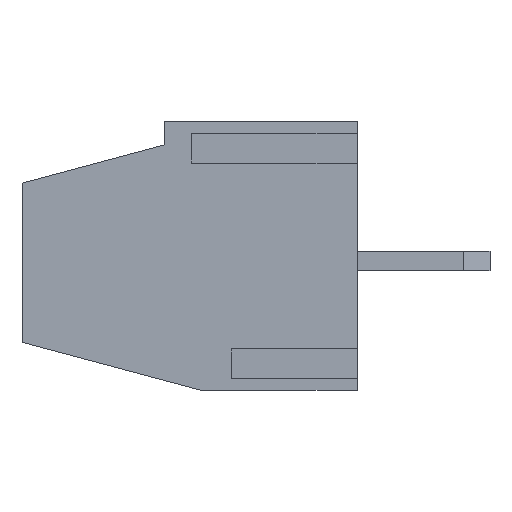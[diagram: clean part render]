
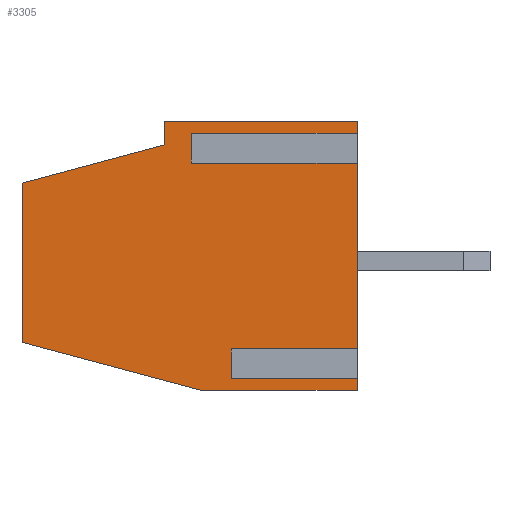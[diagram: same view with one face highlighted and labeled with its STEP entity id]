
A CAD part, left-side view. The second image highlights one B-rep face of the part: STEP entity #3305.
In plain terms, the highlighted planar face has unit normal (-1, 0, 0).
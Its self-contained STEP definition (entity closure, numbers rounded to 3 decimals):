
#25 = DIRECTION ( 'NONE',  ( 0., 0.966, 0.259 ) ) ;
#121 = CARTESIAN_POINT ( 'NONE',  ( -2.5, 0., -3.368 ) ) ;
#181 = CARTESIAN_POINT ( 'NONE',  ( -2.5, 4.697, -3.9 ) ) ;
#376 = LINE ( 'NONE', #776, #21822 ) ;
#403 = CARTESIAN_POINT ( 'NONE',  ( -2.5, 0., -3.9 ) ) ;
#672 = VECTOR ( 'NONE', #7016, 1000. ) ;
#776 = CARTESIAN_POINT ( 'NONE',  ( -2.5, 5., 3.132 ) ) ;
#998 = ORIENTED_EDGE ( 'NONE', *, *, #15212, .F. ) ;
#1117 = DIRECTION ( 'NONE',  ( 0., -1., 0. ) ) ;
#1949 = LINE ( 'NONE', #17145, #20519 ) ;
#1985 = VECTOR ( 'NONE', #10272, 1000. ) ;
#2449 = DIRECTION ( 'NONE',  ( 0., 0., 1. ) ) ;
#2626 = DIRECTION ( 'NONE',  ( 1., 0., 0. ) ) ;
#2765 = CARTESIAN_POINT ( 'NONE',  ( -2.5, 0., 4.2 ) ) ;
#2874 = DIRECTION ( 'NONE',  ( 0., -1., 0. ) ) ;
#3208 = LINE ( 'NONE', #3853, #26834 ) ;
#3305 = ADVANCED_FACE ( 'NONE', ( #23439 ), #9086, .F. ) ;
#3658 = CARTESIAN_POINT ( 'NONE',  ( -2.5, 0., 3.668 ) ) ;
#3853 = CARTESIAN_POINT ( 'NONE',  ( -2.5, 5., 3.668 ) ) ;
#4100 = CARTESIAN_POINT ( 'NONE',  ( -2.5, 5., 3.668 ) ) ;
#4105 = VERTEX_POINT ( 'NONE', #9173 ) ;
#4311 = VECTOR ( 'NONE', #2874, 1000. ) ;
#4387 = VECTOR ( 'NONE', #2449, 1000. ) ;
#4752 = ORIENTED_EDGE ( 'NONE', *, *, #18875, .T. ) ;
#4960 = CARTESIAN_POINT ( 'NONE',  ( -2.5, 3.8, -3.368 ) ) ;
#5029 = VECTOR ( 'NONE', #10445, 1000. ) ;
#5164 = ORIENTED_EDGE ( 'NONE', *, *, #22412, .F. ) ;
#5253 = LINE ( 'NONE', #13705, #24843 ) ;
#5285 = VERTEX_POINT ( 'NONE', #9498 ) ;
#5808 = ORIENTED_EDGE ( 'NONE', *, *, #18148, .F. ) ;
#5899 = DIRECTION ( 'NONE',  ( 0., -1., 0. ) ) ;
#6440 = CARTESIAN_POINT ( 'NONE',  ( -2.5, 10.1, 4.2 ) ) ;
#6684 = ORIENTED_EDGE ( 'NONE', *, *, #17245, .T. ) ;
#7016 = DIRECTION ( 'NONE',  ( 0., 0., 1. ) ) ;
#7425 = VECTOR ( 'NONE', #1117, 1000. ) ;
#7666 = ORIENTED_EDGE ( 'NONE', *, *, #23187, .F. ) ;
#7864 = VERTEX_POINT ( 'NONE', #8151 ) ;
#8056 = CARTESIAN_POINT ( 'NONE',  ( -2.5, 10.1, -3.9 ) ) ;
#8086 = DIRECTION ( 'NONE',  ( 0., 0., 1. ) ) ;
#8151 = CARTESIAN_POINT ( 'NONE',  ( -2.5, 5., 3.132 ) ) ;
#8745 = DIRECTION ( 'NONE',  ( 0., -1., 0. ) ) ;
#8938 = LINE ( 'NONE', #10715, #4311 ) ;
#9086 = PLANE ( 'NONE',  #22651 ) ;
#9173 = CARTESIAN_POINT ( 'NONE',  ( -2.5, 0., 3.132 ) ) ;
#9498 = CARTESIAN_POINT ( 'NONE',  ( -2.5, 0., -2.832 ) ) ;
#9740 = VERTEX_POINT ( 'NONE', #4100 ) ;
#10272 = DIRECTION ( 'NONE',  ( 0., -1., 0. ) ) ;
#10303 = LINE ( 'NONE', #14632, #5029 ) ;
#10356 = VERTEX_POINT ( 'NONE', #181 ) ;
#10445 = DIRECTION ( 'NONE',  ( 0., 0., 1. ) ) ;
#10542 = DIRECTION ( 'NONE',  ( 0., -1., 0. ) ) ;
#10556 = VERTEX_POINT ( 'NONE', #21409 ) ;
#10574 = EDGE_CURVE ( 'NONE', #13765, #10754, #10901, .T. ) ;
#10601 = CARTESIAN_POINT ( 'NONE',  ( -2.5, 10.1, 4.2 ) ) ;
#10715 = CARTESIAN_POINT ( 'NONE',  ( -2.5, 3.8, -2.832 ) ) ;
#10754 = VERTEX_POINT ( 'NONE', #14917 ) ;
#10901 = LINE ( 'NONE', #19363, #7425 ) ;
#10910 = ORIENTED_EDGE ( 'NONE', *, *, #20630, .T. ) ;
#10937 = VERTEX_POINT ( 'NONE', #3658 ) ;
#10981 = VERTEX_POINT ( 'NONE', #22571 ) ;
#11389 = ORIENTED_EDGE ( 'NONE', *, *, #17763, .T. ) ;
#11465 = VERTEX_POINT ( 'NONE', #4960 ) ;
#11611 = EDGE_CURVE ( 'NONE', #9740, #7864, #1949, .T. ) ;
#12281 = DIRECTION ( 'NONE',  ( 0., -0.966, 0.259 ) ) ;
#12358 = CARTESIAN_POINT ( 'NONE',  ( -2.5, 3.8, -3.368 ) ) ;
#12817 = DIRECTION ( 'NONE',  ( 0., 0., 1. ) ) ;
#12921 = CARTESIAN_POINT ( 'NONE',  ( -2.5, 3.8, -3.368 ) ) ;
#13064 = CARTESIAN_POINT ( 'NONE',  ( -2.5, 5.8, 3.5 ) ) ;
#13434 = VERTEX_POINT ( 'NONE', #18634 ) ;
#13705 = CARTESIAN_POINT ( 'NONE',  ( -2.5, 0., 4.2 ) ) ;
#13765 = VERTEX_POINT ( 'NONE', #16921 ) ;
#14227 = CARTESIAN_POINT ( 'NONE',  ( -2.5, 5.8, 3.5 ) ) ;
#14632 = CARTESIAN_POINT ( 'NONE',  ( -2.5, 0., 4.2 ) ) ;
#14917 = CARTESIAN_POINT ( 'NONE',  ( -2.5, 0., 4.2 ) ) ;
#14927 = VECTOR ( 'NONE', #12817, 1000. ) ;
#15212 = EDGE_CURVE ( 'NONE', #11465, #17626, #18484, .T. ) ;
#15439 = LINE ( 'NONE', #12921, #4387 ) ;
#15854 = ORIENTED_EDGE ( 'NONE', *, *, #16060, .T. ) ;
#16060 = EDGE_CURVE ( 'NONE', #17823, #17626, #5253, .T. ) ;
#16444 = LINE ( 'NONE', #14227, #17113 ) ;
#16921 = CARTESIAN_POINT ( 'NONE',  ( -2.5, 5.8, 4.2 ) ) ;
#16993 = CARTESIAN_POINT ( 'NONE',  ( -2.5, 10.1, -2.452 ) ) ;
#16997 = DIRECTION ( 'NONE',  ( 0., 0., -1. ) ) ;
#17113 = VECTOR ( 'NONE', #8086, 1000. ) ;
#17145 = CARTESIAN_POINT ( 'NONE',  ( -2.5, 5., 3.668 ) ) ;
#17206 = ORIENTED_EDGE ( 'NONE', *, *, #23150, .T. ) ;
#17245 = EDGE_CURVE ( 'NONE', #9740, #10937, #3208, .T. ) ;
#17626 = VERTEX_POINT ( 'NONE', #121 ) ;
#17763 = EDGE_CURVE ( 'NONE', #11465, #10556, #15439, .T. ) ;
#17774 = VERTEX_POINT ( 'NONE', #13064 ) ;
#17823 = VERTEX_POINT ( 'NONE', #403 ) ;
#18148 = EDGE_CURVE ( 'NONE', #10356, #10981, #20166, .T. ) ;
#18351 = LINE ( 'NONE', #8056, #1985 ) ;
#18484 = LINE ( 'NONE', #12358, #21389 ) ;
#18519 = ORIENTED_EDGE ( 'NONE', *, *, #18656, .F. ) ;
#18634 = CARTESIAN_POINT ( 'NONE',  ( -2.5, 10.1, 2.348 ) ) ;
#18656 = EDGE_CURVE ( 'NONE', #13434, #17774, #26621, .T. ) ;
#18875 = EDGE_CURVE ( 'NONE', #10937, #10754, #21939, .T. ) ;
#19053 = EDGE_CURVE ( 'NONE', #5285, #4105, #10303, .T. ) ;
#19363 = CARTESIAN_POINT ( 'NONE',  ( -2.5, 10.1, 4.2 ) ) ;
#19370 = EDGE_CURVE ( 'NONE', #7864, #4105, #376, .T. ) ;
#19475 = DIRECTION ( 'NONE',  ( 0., 0., -1. ) ) ;
#20166 = LINE ( 'NONE', #16993, #20291 ) ;
#20291 = VECTOR ( 'NONE', #25, 1000. ) ;
#20519 = VECTOR ( 'NONE', #16997, 1000. ) ;
#20579 = CARTESIAN_POINT ( 'NONE',  ( -2.5, 10.1, 2.348 ) ) ;
#20630 = EDGE_CURVE ( 'NONE', #10356, #17823, #18351, .T. ) ;
#21389 = VECTOR ( 'NONE', #10542, 1000. ) ;
#21409 = CARTESIAN_POINT ( 'NONE',  ( -2.5, 3.8, -2.832 ) ) ;
#21418 = ORIENTED_EDGE ( 'NONE', *, *, #19370, .F. ) ;
#21822 = VECTOR ( 'NONE', #8745, 1000. ) ;
#21939 = LINE ( 'NONE', #2765, #672 ) ;
#22116 = DIRECTION ( 'NONE',  ( 0., 0., 1. ) ) ;
#22412 = EDGE_CURVE ( 'NONE', #17774, #13765, #16444, .T. ) ;
#22447 = ORIENTED_EDGE ( 'NONE', *, *, #11611, .F. ) ;
#22571 = CARTESIAN_POINT ( 'NONE',  ( -2.5, 10.1, -2.452 ) ) ;
#22651 = AXIS2_PLACEMENT_3D ( 'NONE', #10601, #2626, #19475 ) ;
#23150 = EDGE_CURVE ( 'NONE', #10556, #5285, #8938, .T. ) ;
#23187 = EDGE_CURVE ( 'NONE', #10981, #13434, #25892, .T. ) ;
#23439 = FACE_OUTER_BOUND ( 'NONE', #27279, .T. ) ;
#24843 = VECTOR ( 'NONE', #22116, 1000. ) ;
#25892 = LINE ( 'NONE', #6440, #14927 ) ;
#26537 = ORIENTED_EDGE ( 'NONE', *, *, #10574, .F. ) ;
#26621 = LINE ( 'NONE', #20579, #26839 ) ;
#26834 = VECTOR ( 'NONE', #5899, 1000. ) ;
#26839 = VECTOR ( 'NONE', #12281, 1000. ) ;
#26840 = ORIENTED_EDGE ( 'NONE', *, *, #19053, .T. ) ;
#27279 = EDGE_LOOP ( 'NONE', ( #998, #11389, #17206, #26840, #21418, #22447, #6684, #4752, #26537, #5164, #18519, #7666, #5808, #10910, #15854 ) ) ;
